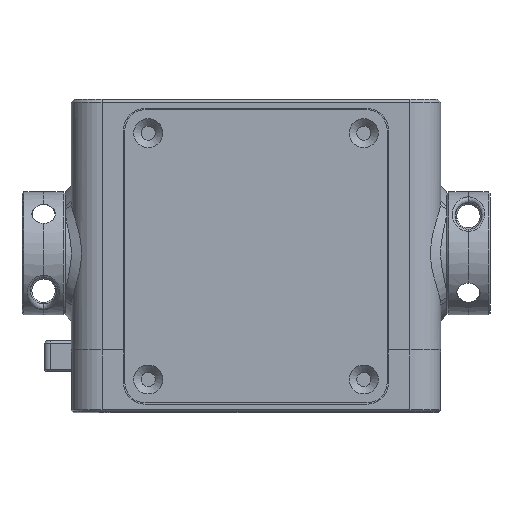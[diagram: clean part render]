
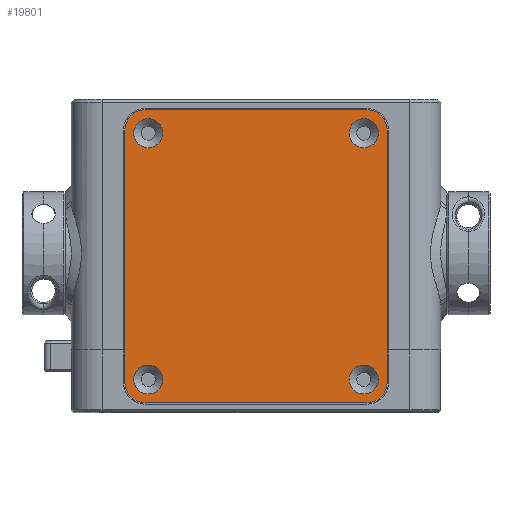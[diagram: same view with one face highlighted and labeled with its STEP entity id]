
A CAD part, top view. The second image highlights one B-rep face of the part: STEP entity #19801.
In plain terms, the highlighted planar face has unit normal (0, 0, 1).
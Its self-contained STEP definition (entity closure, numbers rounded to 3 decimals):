
#360=FACE_BOUND('',#4160,.T.);
#361=FACE_BOUND('',#4161,.T.);
#362=FACE_BOUND('',#4162,.T.);
#363=FACE_BOUND('',#4163,.T.);
#1482=CIRCLE('',#21806,2.35);
#1484=CIRCLE('',#21809,3.3);
#1485=CIRCLE('',#21810,3.3);
#1486=CIRCLE('',#21811,3.3);
#1487=CIRCLE('',#21812,3.3);
#1488=CIRCLE('',#21813,2.35);
#1489=CIRCLE('',#21814,2.35);
#1490=CIRCLE('',#21815,2.35);
#2878=FACE_OUTER_BOUND('',#4159,.T.);
#4159=EDGE_LOOP('',(#17144,#17145,#17146,#17147,#17148,#17149,#17150,#17151));
#4160=EDGE_LOOP('',(#17152));
#4161=EDGE_LOOP('',(#17153));
#4162=EDGE_LOOP('',(#17154));
#4163=EDGE_LOOP('',(#17155));
#5867=LINE('',#33653,#7636);
#5868=LINE('',#33657,#7637);
#5869=LINE('',#33661,#7638);
#5870=LINE('',#33664,#7639);
#7636=VECTOR('',#27116,10.);
#7637=VECTOR('',#27119,10.);
#7638=VECTOR('',#27122,10.);
#7639=VECTOR('',#27125,10.);
#9347=VERTEX_POINT('',#33643);
#9349=VERTEX_POINT('',#33649);
#9350=VERTEX_POINT('',#33650);
#9351=VERTEX_POINT('',#33652);
#9352=VERTEX_POINT('',#33654);
#9353=VERTEX_POINT('',#33656);
#9354=VERTEX_POINT('',#33658);
#9355=VERTEX_POINT('',#33660);
#9356=VERTEX_POINT('',#33662);
#9357=VERTEX_POINT('',#33665);
#9358=VERTEX_POINT('',#33667);
#9359=VERTEX_POINT('',#33669);
#11992=EDGE_CURVE('',#9347,#9347,#1482,.T.);
#11995=EDGE_CURVE('',#9349,#9350,#1484,.T.);
#11996=EDGE_CURVE('',#9350,#9351,#5867,.T.);
#11997=EDGE_CURVE('',#9351,#9352,#1485,.T.);
#11998=EDGE_CURVE('',#9352,#9353,#5868,.T.);
#11999=EDGE_CURVE('',#9353,#9354,#1486,.T.);
#12000=EDGE_CURVE('',#9354,#9355,#5869,.T.);
#12001=EDGE_CURVE('',#9355,#9356,#1487,.T.);
#12002=EDGE_CURVE('',#9356,#9349,#5870,.T.);
#12003=EDGE_CURVE('',#9357,#9357,#1488,.T.);
#12004=EDGE_CURVE('',#9358,#9358,#1489,.T.);
#12005=EDGE_CURVE('',#9359,#9359,#1490,.T.);
#17144=ORIENTED_EDGE('',*,*,#11995,.T.);
#17145=ORIENTED_EDGE('',*,*,#11996,.T.);
#17146=ORIENTED_EDGE('',*,*,#11997,.T.);
#17147=ORIENTED_EDGE('',*,*,#11998,.T.);
#17148=ORIENTED_EDGE('',*,*,#11999,.T.);
#17149=ORIENTED_EDGE('',*,*,#12000,.T.);
#17150=ORIENTED_EDGE('',*,*,#12001,.T.);
#17151=ORIENTED_EDGE('',*,*,#12002,.T.);
#17152=ORIENTED_EDGE('',*,*,#12003,.F.);
#17153=ORIENTED_EDGE('',*,*,#12004,.F.);
#17154=ORIENTED_EDGE('',*,*,#12005,.F.);
#17155=ORIENTED_EDGE('',*,*,#11992,.F.);
#18773=PLANE('',#21808);
#19801=ADVANCED_FACE('',(#2878,#360,#361,#362,#363),#18773,.T.);
#21806=AXIS2_PLACEMENT_3D('',#33644,#27107,#27108);
#21808=AXIS2_PLACEMENT_3D('',#33648,#27112,#27113);
#21809=AXIS2_PLACEMENT_3D('',#33651,#27114,#27115);
#21810=AXIS2_PLACEMENT_3D('',#33655,#27117,#27118);
#21811=AXIS2_PLACEMENT_3D('',#33659,#27120,#27121);
#21812=AXIS2_PLACEMENT_3D('',#33663,#27123,#27124);
#21813=AXIS2_PLACEMENT_3D('',#33666,#27126,#27127);
#21814=AXIS2_PLACEMENT_3D('',#33668,#27128,#27129);
#21815=AXIS2_PLACEMENT_3D('',#33670,#27130,#27131);
#27107=DIRECTION('center_axis',(0.,0.,1.));
#27108=DIRECTION('ref_axis',(1.,0.,0.));
#27112=DIRECTION('center_axis',(0.,0.,1.));
#27113=DIRECTION('ref_axis',(1.,0.,0.));
#27114=DIRECTION('center_axis',(0.,0.,1.));
#27115=DIRECTION('ref_axis',(0.,-1.,0.));
#27116=DIRECTION('',(0.,1.,0.));
#27117=DIRECTION('center_axis',(0.,0.,1.));
#27118=DIRECTION('ref_axis',(1.,0.,0.));
#27119=DIRECTION('',(-1.,0.,0.));
#27120=DIRECTION('center_axis',(0.,0.,1.));
#27121=DIRECTION('ref_axis',(0.,1.,0.));
#27122=DIRECTION('',(0.,-1.,0.));
#27123=DIRECTION('center_axis',(0.,0.,1.));
#27124=DIRECTION('ref_axis',(-1.,0.,0.));
#27125=DIRECTION('',(1.,0.,0.));
#27126=DIRECTION('center_axis',(0.,0.,1.));
#27127=DIRECTION('ref_axis',(1.,0.,0.));
#27128=DIRECTION('center_axis',(0.,0.,1.));
#27129=DIRECTION('ref_axis',(1.,0.,0.));
#27130=DIRECTION('center_axis',(0.,0.,1.));
#27131=DIRECTION('ref_axis',(1.,0.,0.));
#33643=CARTESIAN_POINT('',(45.15,5.5,0.));
#33644=CARTESIAN_POINT('Origin',(47.5,5.5,0.));
#33648=CARTESIAN_POINT('Origin',(30.,25.5,0.));
#33649=CARTESIAN_POINT('',(48.,1.7,0.));
#33650=CARTESIAN_POINT('',(51.3,5.,0.));
#33651=CARTESIAN_POINT('Origin',(48.,5.,0.));
#33652=CARTESIAN_POINT('',(51.3,46.,0.));
#33653=CARTESIAN_POINT('',(51.3,5.,0.));
#33654=CARTESIAN_POINT('',(48.,49.3,0.));
#33655=CARTESIAN_POINT('Origin',(48.,46.,0.));
#33656=CARTESIAN_POINT('',(12.,49.3,0.));
#33657=CARTESIAN_POINT('',(48.,49.3,0.));
#33658=CARTESIAN_POINT('',(8.7,46.,0.));
#33659=CARTESIAN_POINT('Origin',(12.,46.,0.));
#33660=CARTESIAN_POINT('',(8.7,5.,0.));
#33661=CARTESIAN_POINT('',(8.7,46.,0.));
#33662=CARTESIAN_POINT('',(12.,1.7,0.));
#33663=CARTESIAN_POINT('Origin',(12.,5.,0.));
#33664=CARTESIAN_POINT('',(12.,1.7,0.));
#33665=CARTESIAN_POINT('',(10.15,5.5,0.));
#33666=CARTESIAN_POINT('Origin',(12.5,5.5,0.));
#33667=CARTESIAN_POINT('',(45.15,45.5,0.));
#33668=CARTESIAN_POINT('Origin',(47.5,45.5,0.));
#33669=CARTESIAN_POINT('',(10.15,45.5,0.));
#33670=CARTESIAN_POINT('Origin',(12.5,45.5,0.));
